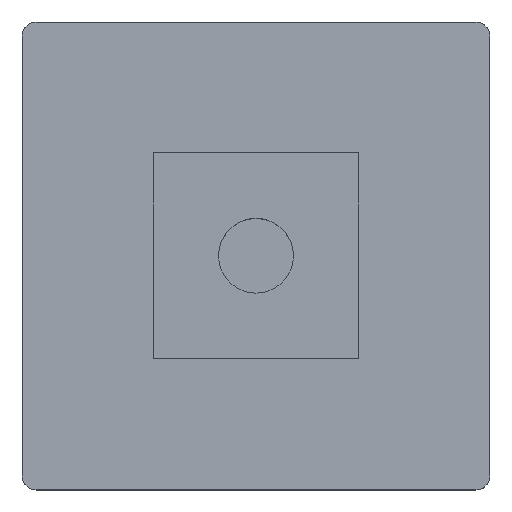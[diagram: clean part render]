
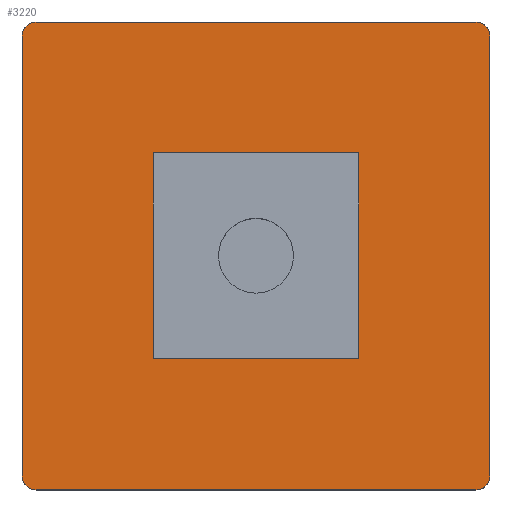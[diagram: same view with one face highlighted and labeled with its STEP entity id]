
A CAD part, top view. The second image highlights one B-rep face of the part: STEP entity #3220.
In plain terms, the highlighted planar face has unit normal (0, 0, 1).
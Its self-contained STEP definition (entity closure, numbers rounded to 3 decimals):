
#2130=CARTESIAN_POINT('',(0.,0.,5.));
#2140=DIRECTION('',(0.,0.,1.));
#2150=DIRECTION('',(1.,0.,0.));
#2160=AXIS2_PLACEMENT_3D('',#2130,#2140,#2150);
#2170=PLANE('',#2160);
#2180=CARTESIAN_POINT('',(0.,31.,5.));
#2190=DIRECTION('',(-1.,0.,0.));
#2200=VECTOR('',#2190,1.);
#2210=LINE('',#2180,#2200);
#2220=CARTESIAN_POINT('',(31.,31.,5.));
#2230=VERTEX_POINT('',#2220);
#2240=CARTESIAN_POINT('',(9.,31.,5.));
#2250=VERTEX_POINT('',#2240);
#2260=EDGE_CURVE('',#2230,#2250,#2210,.T.);
#2270=ORIENTED_EDGE('',*,*,#2260,.F.);
#2280=CARTESIAN_POINT('',(9.,0.,5.));
#2290=DIRECTION('',(0.,-1.,0.));
#2300=VECTOR('',#2290,1.);
#2310=LINE('',#2280,#2300);
#2320=CARTESIAN_POINT('',(9.,9.,5.));
#2330=VERTEX_POINT('',#2320);
#2340=EDGE_CURVE('',#2250,#2330,#2310,.T.);
#2350=ORIENTED_EDGE('',*,*,#2340,.F.);
#2360=CARTESIAN_POINT('',(0.,9.,5.));
#2370=DIRECTION('',(1.,0.,0.));
#2380=VECTOR('',#2370,1.);
#2390=LINE('',#2360,#2380);
#2400=CARTESIAN_POINT('',(31.,9.,5.));
#2410=VERTEX_POINT('',#2400);
#2420=EDGE_CURVE('',#2330,#2410,#2390,.T.);
#2430=ORIENTED_EDGE('',*,*,#2420,.F.);
#2440=CARTESIAN_POINT('',(31.,0.,5.));
#2450=DIRECTION('',(0.,1.,0.));
#2460=VECTOR('',#2450,1.);
#2470=LINE('',#2440,#2460);
#2480=EDGE_CURVE('',#2410,#2230,#2470,.T.);
#2490=ORIENTED_EDGE('',*,*,#2480,.F.);
#2500=EDGE_LOOP('',(#2490,#2430,#2350,#2270));
#2510=FACE_BOUND('',#2500,.T.);
#2520=CARTESIAN_POINT('',(-3.5,43.5,5.));
#2530=DIRECTION('',(0.,0.,-1.));
#2540=DIRECTION('',(-1.,0.,0.));
#2550=AXIS2_PLACEMENT_3D('',#2520,#2530,#2540);
#2560=CIRCLE('',#2550,1.5);
#2570=CARTESIAN_POINT('',(-5.,43.5,5.));
#2580=VERTEX_POINT('',#2570);
#2590=CARTESIAN_POINT('',(-3.5,45.,5.));
#2600=VERTEX_POINT('',#2590);
#2610=EDGE_CURVE('',#2580,#2600,#2560,.T.);
#2620=ORIENTED_EDGE('',*,*,#2610,.F.);
#2630=CARTESIAN_POINT('',(40.,45.,5.));
#2640=DIRECTION('',(-1.,0.,0.));
#2650=VECTOR('',#2640,1.);
#2660=LINE('',#2630,#2650);
#2670=CARTESIAN_POINT('',(43.5,45.,5.));
#2680=VERTEX_POINT('',#2670);
#2690=EDGE_CURVE('',#2680,#2600,#2660,.T.);
#2700=ORIENTED_EDGE('',*,*,#2690,.T.);
#2710=CARTESIAN_POINT('',(43.5,43.5,5.));
#2720=DIRECTION('',(0.,0.,1.));
#2730=DIRECTION('',(1.,0.,0.));
#2740=AXIS2_PLACEMENT_3D('',#2710,#2720,#2730);
#2750=CIRCLE('',#2740,1.5);
#2760=CARTESIAN_POINT('',(45.,43.5,5.));
#2770=VERTEX_POINT('',#2760);
#2780=EDGE_CURVE('',#2770,#2680,#2750,.T.);
#2790=ORIENTED_EDGE('',*,*,#2780,.T.);
#2800=CARTESIAN_POINT('',(45.,0.,5.));
#2810=DIRECTION('',(0.,1.,0.));
#2820=VECTOR('',#2810,1.);
#2830=LINE('',#2800,#2820);
#2840=CARTESIAN_POINT('',(45.,-3.5,5.));
#2850=VERTEX_POINT('',#2840);
#2860=EDGE_CURVE('',#2850,#2770,#2830,.T.);
#2870=ORIENTED_EDGE('',*,*,#2860,.T.);
#2880=CARTESIAN_POINT('',(43.5,-3.5,5.));
#2890=DIRECTION('',(0.,0.,1.));
#2900=DIRECTION('',(1.,0.,0.));
#2910=AXIS2_PLACEMENT_3D('',#2880,#2890,#2900);
#2920=CIRCLE('',#2910,1.5);
#2930=CARTESIAN_POINT('',(43.5,-5.,5.));
#2940=VERTEX_POINT('',#2930);
#2950=EDGE_CURVE('',#2940,#2850,#2920,.T.);
#2960=ORIENTED_EDGE('',*,*,#2950,.T.);
#2970=CARTESIAN_POINT('',(0.,-5.,5.));
#2980=DIRECTION('',(1.,0.,0.));
#2990=VECTOR('',#2980,1.);
#3000=LINE('',#2970,#2990);
#3010=CARTESIAN_POINT('',(-3.5,-5.,5.));
#3020=VERTEX_POINT('',#3010);
#3030=EDGE_CURVE('',#3020,#2940,#3000,.T.);
#3040=ORIENTED_EDGE('',*,*,#3030,.T.);
#3050=CARTESIAN_POINT('',(-3.5,-3.5,5.));
#3060=DIRECTION('',(0.,0.,1.));
#3070=DIRECTION('',(1.,0.,0.));
#3080=AXIS2_PLACEMENT_3D('',#3050,#3060,#3070);
#3090=CIRCLE('',#3080,1.5);
#3100=CARTESIAN_POINT('',(-5.,-3.5,5.));
#3110=VERTEX_POINT('',#3100);
#3120=EDGE_CURVE('',#3110,#3020,#3090,.T.);
#3130=ORIENTED_EDGE('',*,*,#3120,.T.);
#3140=CARTESIAN_POINT('',(-5.,40.,5.));
#3150=DIRECTION('',(0.,-1.,0.));
#3160=VECTOR('',#3150,1.);
#3170=LINE('',#3140,#3160);
#3180=EDGE_CURVE('',#2580,#3110,#3170,.T.);
#3190=ORIENTED_EDGE('',*,*,#3180,.T.);
#3200=EDGE_LOOP('',(#3190,#3130,#3040,#2960,#2870,#2790,#2700,#2620));
#3210=FACE_OUTER_BOUND('',#3200,.T.);
#3220=ADVANCED_FACE('',(#2510,#3210),#2170,.T.);
